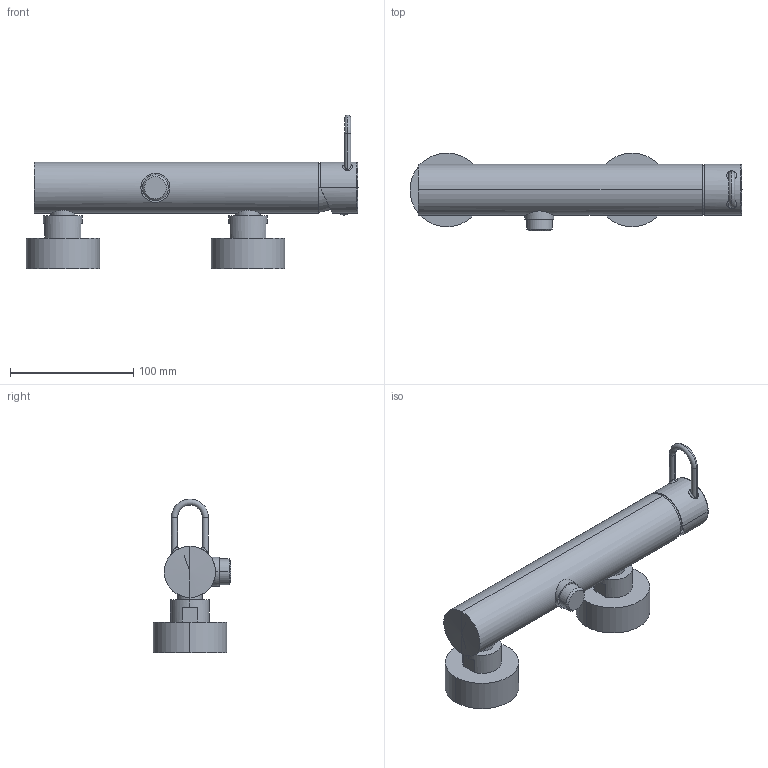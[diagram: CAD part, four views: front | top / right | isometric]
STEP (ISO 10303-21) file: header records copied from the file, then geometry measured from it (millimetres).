
FILE_DESCRIPTION((''),'2;1');
FILE_NAME('JK168CR','2021-02-02T13:18:48',('ut3'),('PAFFONI SpA'),'CREO PARAMETRIC BY PTC INC, 2020044','CREO PARAMETRIC BY PTC INC, 2020044','');
FILE_SCHEMA(('CONFIG_CONTROL_DESIGN','SHAPE_APPEARANCE_LAYERS_GROUPS'));
Length unit declared in the file: millimetre
Products named in the file (1): JK168CR
Bounding box: 269.01 x 63.1 x 124.7 mm (x, y, z)
Volume: 435563.4 mm3; surface area: 87621.2 mm2
Topology: 2 solids, 2 shells, 236 faces, 566 edges, 348 vertices
Faces by surface type: cylinder 93, plane 76, cone 47, torus 12, bspline 6, sphere 2
Entity records: 11062 total; most frequent: CARTESIAN_POINT 3459, DIRECTION 1169, ORIENTED_EDGE 1100, EDGE_CURVE 550, AXIS2_PLACEMENT_3D 462, VERTEX_POINT 348, FILL_AREA_STYLE_COLOUR 325, FILL_AREA_STYLE 325
